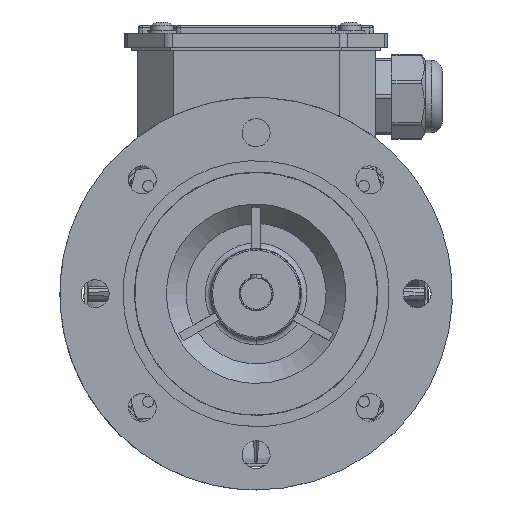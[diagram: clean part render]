
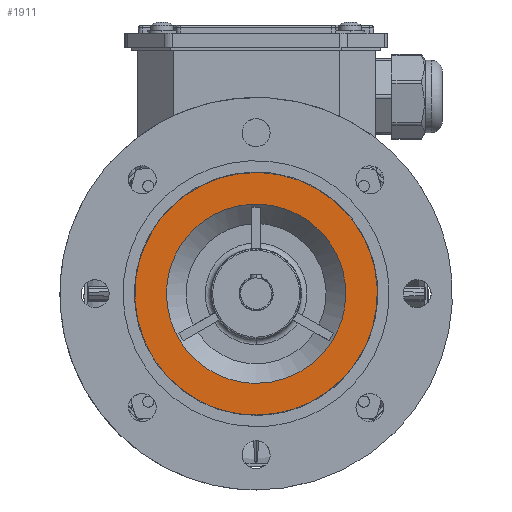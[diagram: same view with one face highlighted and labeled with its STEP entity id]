
A CAD part, top view. The second image highlights one B-rep face of the part: STEP entity #1911.
In plain terms, the highlighted planar face has unit normal (0, 0, 1).
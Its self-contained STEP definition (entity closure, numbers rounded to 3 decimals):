
#127=FACE_BOUND('',#4497,.T.);
#128=FACE_BOUND('',#4498,.T.);
#1052=PLANE('',#25009);
#1911=ADVANCED_FACE('F63',(#127,#128),#1052,.T.);
#4497=EDGE_LOOP('',(#7112));
#4498=EDGE_LOOP('',(#7113));
#7112=ORIENTED_EDGE('',*,*,#17134,.T.);
#7113=ORIENTED_EDGE('',*,*,#17135,.F.);
#13896=VERTEX_POINT('',#33842);
#13897=VERTEX_POINT('',#33858);
#17134=EDGE_CURVE('E289',#13896,#13896,#20755,.T.);
#17135=EDGE_CURVE('E290',#13897,#13897,#20756,.T.);
#20755=(
BOUNDED_CURVE()
B_SPLINE_CURVE(2,(#33843,#33844,#33845,#33846,#33847,#33848,#33849),
 .UNSPECIFIED.,.T.,.F.)
B_SPLINE_CURVE_WITH_KNOTS((1,2,2,2,2,1),(-0.333,0.,0.333,
0.667,1.,1.333),.UNSPECIFIED.)
CURVE()
GEOMETRIC_REPRESENTATION_ITEM()
RATIONAL_B_SPLINE_CURVE((1.,0.5,1.,0.5,1.,0.5,1.))
REPRESENTATION_ITEM('')
);
#20756=(
BOUNDED_CURVE()
B_SPLINE_CURVE(2,(#33851,#33852,#33853,#33854,#33855,#33856,#33857),
 .UNSPECIFIED.,.T.,.F.)
B_SPLINE_CURVE_WITH_KNOTS((1,2,2,2,2,1),(-0.333,0.,0.333,
0.667,1.,1.333),.UNSPECIFIED.)
CURVE()
GEOMETRIC_REPRESENTATION_ITEM()
RATIONAL_B_SPLINE_CURVE((1.,0.5,1.,0.5,1.,0.5,1.))
REPRESENTATION_ITEM('')
);
#25009=AXIS2_PLACEMENT_3D('',#33859,#26517,#26518);
#26517=DIRECTION('',(0.,0.,1.));
#26518=DIRECTION('',(1.,0.,0.));
#33842=CARTESIAN_POINT('',(0.,-43.325,-28.023));
#33843=CARTESIAN_POINT('',(0.,-43.325,-28.023));
#33844=CARTESIAN_POINT('',(75.042,-43.325,-28.023));
#33845=CARTESIAN_POINT('',(37.521,21.663,-28.023));
#33846=CARTESIAN_POINT('',(0.,86.651,-28.023));
#33847=CARTESIAN_POINT('',(-37.521,21.663,-28.023));
#33848=CARTESIAN_POINT('',(-75.042,-43.325,-28.023));
#33849=CARTESIAN_POINT('',(0.,-43.325,-28.023));
#33851=CARTESIAN_POINT('',(0.,-32.,-28.023));
#33852=CARTESIAN_POINT('',(55.426,-32.,-28.023));
#33853=CARTESIAN_POINT('',(27.713,16.,-28.023));
#33854=CARTESIAN_POINT('',(0.,64.,-28.023));
#33855=CARTESIAN_POINT('',(-27.713,16.,-28.023));
#33856=CARTESIAN_POINT('',(-55.426,-32.,-28.023));
#33857=CARTESIAN_POINT('',(0.,-32.,-28.023));
#33858=CARTESIAN_POINT('',(0.,-32.,-28.023));
#33859=CARTESIAN_POINT('',(0.,0.,
-28.023));
